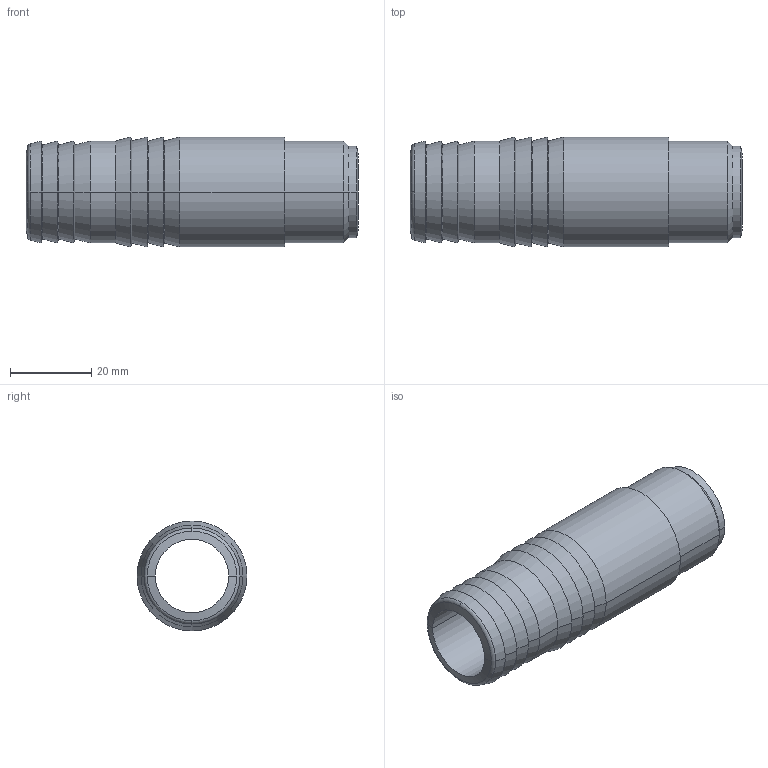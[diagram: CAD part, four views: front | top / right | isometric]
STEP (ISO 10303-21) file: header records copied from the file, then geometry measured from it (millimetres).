
FILE_DESCRIPTION(('STEP AP214'),'1');
FILE_NAME('aim025027025.stp','2018-02-12T14:07:39',('TraceParts'),('TraceParts S.A.'),'Spatial InterOp 3D',' ',' ');
FILE_SCHEMA(('automotive_design'));
Length unit declared in the file: millimetre
Products named in the file (1): aim025027025
Bounding box: 81.5 x 27 x 27 mm (x, y, z)
Volume: 21047.4 mm3; surface area: 11946.4 mm2
Topology: 1 solids, 1 shells, 49 faces, 106 edges, 58 vertices
Faces by surface type: cone 34, cylinder 10, torus 4, plane 1
Entity records: 1738 total; most frequent: DIRECTION 268, CARTESIAN_POINT 214, ORIENTED_EDGE 212, AXIS2_PLACEMENT_3D 112, EDGE_CURVE 106, CIRCLE 62, VERTEX_POINT 58, STYLED_ITEM 50
